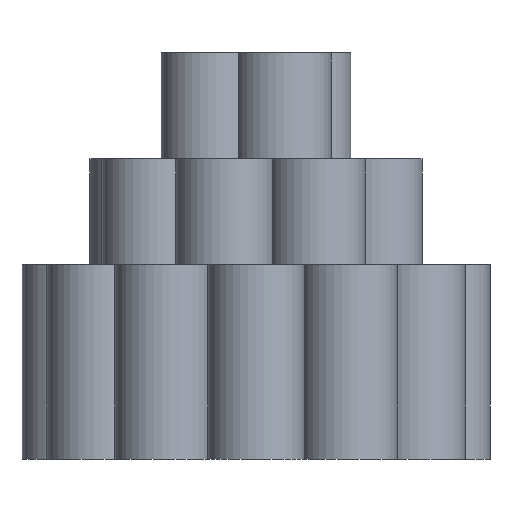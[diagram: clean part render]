
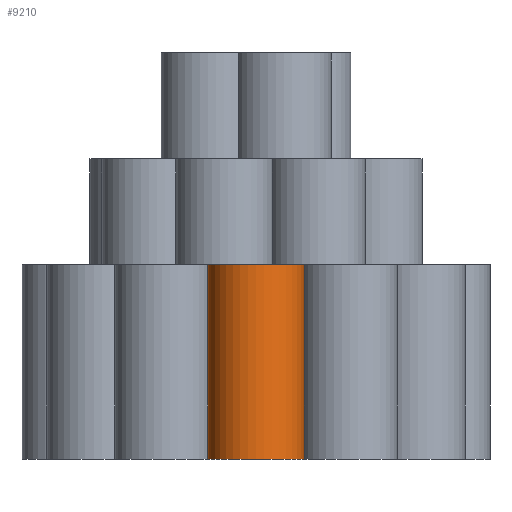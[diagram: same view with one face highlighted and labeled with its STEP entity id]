
A CAD part, left-side view. The second image highlights one B-rep face of the part: STEP entity #9210.
In plain terms, the highlighted cylindrical face has radius 13.75 mm (diameter 27.5 mm), a partial arc.
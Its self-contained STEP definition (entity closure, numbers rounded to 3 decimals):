
#220=CARTESIAN_POINT('',(-1.009,-38.841,0.));
#230=VERTEX_POINT('',#220);
#260=CARTESIAN_POINT('',(-2.509,-52.509,0.));
#270=DIRECTION('',(0.,0.,1.));
#280=DIRECTION('',(0.,1.,0.));
#290=AXIS2_PLACEMENT_3D('',#260,#270,#280);
#300=CIRCLE('',#290,13.75);
#310=CARTESIAN_POINT('',(-1.009,-66.177,0.));
#320=VERTEX_POINT('',#310);
#330=EDGE_CURVE('',#230,#320,#300,.T.);
#2200=CARTESIAN_POINT('',(-1.009,-66.177,55.));
#2210=VERTEX_POINT('',#2200);
#2240=CARTESIAN_POINT('',(-2.509,-52.509,55.));
#2250=DIRECTION('',(0.,0.,1.));
#2260=DIRECTION('',(0.,1.,0.));
#2270=AXIS2_PLACEMENT_3D('',#2240,#2250,#2260);
#2280=CIRCLE('',#2270,13.75);
#2290=CARTESIAN_POINT('',(-1.009,-38.841,55.));
#2300=VERTEX_POINT('',#2290);
#2310=EDGE_CURVE('',#2300,#2210,#2280,.T.);
#7210=CARTESIAN_POINT('',(-1.009,-38.841,0.));
#7220=DIRECTION('',(0.,0.,1.));
#7230=VECTOR('',#7220,1.);
#7240=LINE('',#7210,#7230);
#7250=EDGE_CURVE('',#230,#2300,#7240,.T.);
#9050=CARTESIAN_POINT('',(-2.509,-52.509,0.));
#9060=DIRECTION('',(0.,0.,1.));
#9070=DIRECTION('',(0.,1.,0.));
#9080=AXIS2_PLACEMENT_3D('',#9050,#9060,#9070);
#9090=CYLINDRICAL_SURFACE('',#9080,13.75);
#9100=ORIENTED_EDGE('',*,*,#7250,.F.);
#9110=ORIENTED_EDGE('',*,*,#2310,.F.);
#9120=CARTESIAN_POINT('',(-1.009,-66.177,0.));
#9130=DIRECTION('',(0.,0.,1.));
#9140=VECTOR('',#9130,1.);
#9150=LINE('',#9120,#9140);
#9160=EDGE_CURVE('',#320,#2210,#9150,.T.);
#9170=ORIENTED_EDGE('',*,*,#9160,.T.);
#9180=ORIENTED_EDGE('',*,*,#330,.T.);
#9190=EDGE_LOOP('',(#9180,#9170,#9110,#9100));
#9200=FACE_OUTER_BOUND('',#9190,.T.);
#9210=ADVANCED_FACE('',(#9200),#9090,.T.);
